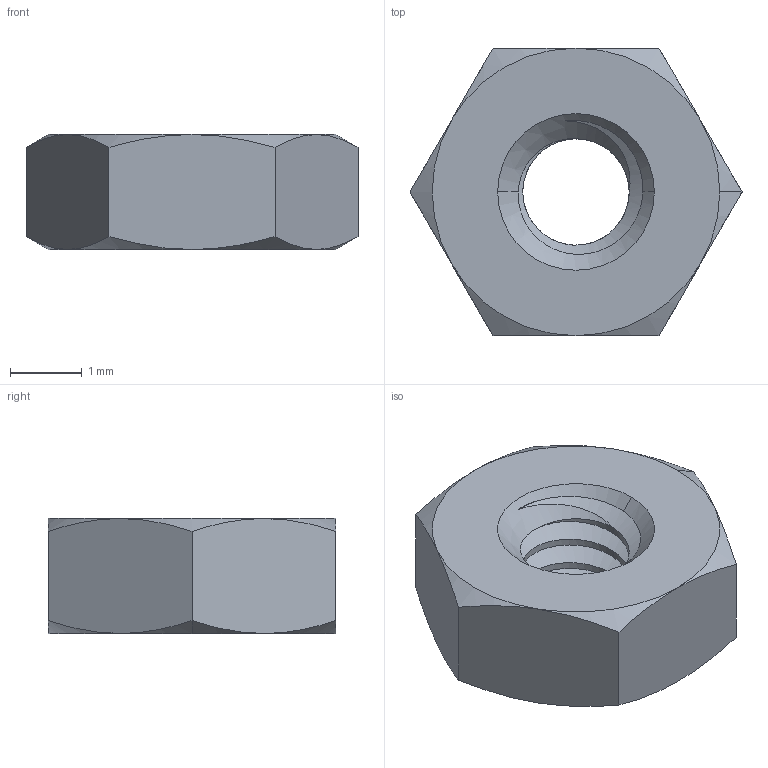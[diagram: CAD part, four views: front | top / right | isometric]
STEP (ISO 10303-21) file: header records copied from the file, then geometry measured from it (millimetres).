
FILE_DESCRIPTION (( 'STEP AP214' ), '1' );
FILE_NAME ('M2 Nut.STEP', '2019-05-01T13:47:28', ( '' ), ( '' ), 'SwSTEP 2.0', 'SolidWorks 2018', '' );
FILE_SCHEMA (( 'AUTOMOTIVE_DESIGN' ));
Length unit declared in the file: millimetre
Products named in the file (1): M2 Nut
Bounding box: 4.62 x 4 x 1.6 mm (x, y, z)
Volume: 18.1 mm3; surface area: 56.1 mm2
Topology: 1 solids, 1 shells, 34 faces, 82 edges, 50 vertices
Faces by surface type: cone 18, plane 8, cylinder 6, bspline 2
Entity records: 1455 total; most frequent: CARTESIAN_POINT 721, ORIENTED_EDGE 164, DIRECTION 123, EDGE_CURVE 82, AXIS2_PLACEMENT_3D 53, VERTEX_POINT 50, EDGE_LOOP 36, FACE_OUTER_BOUND 34
